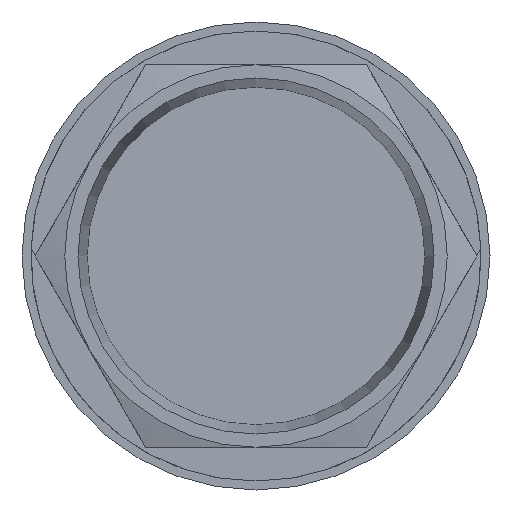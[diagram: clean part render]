
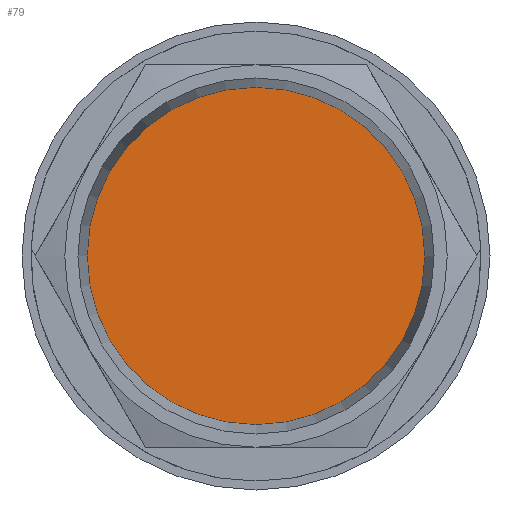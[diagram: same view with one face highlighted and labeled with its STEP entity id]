
A CAD part, left-side view. The second image highlights one B-rep face of the part: STEP entity #79.
In plain terms, the highlighted planar face has unit normal (-1, 0, 0).
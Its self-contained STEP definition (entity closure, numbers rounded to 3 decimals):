
#79 = ADVANCED_FACE( '', ( #171 ), #172, .F. );
#171 = FACE_OUTER_BOUND( '', #270, .T. );
#172 = PLANE( '', #271 );
#270 = EDGE_LOOP( '', ( #410 ) );
#271 = AXIS2_PLACEMENT_3D( '', #411, #412, #413 );
#410 = ORIENTED_EDGE( '', *, *, #520, .F. );
#411 = CARTESIAN_POINT( '', ( 2.333, 0., 0. ) );
#412 = DIRECTION( '', ( 1., 0., 0. ) );
#413 = DIRECTION( '', ( 0., 0., -1. ) );
#520 = EDGE_CURVE( '', #597, #597, #598, .T. );
#597 = VERTEX_POINT( '', #704 );
#598 = CIRCLE( '', #705, 7.5 );
#704 = CARTESIAN_POINT( '', ( 2.333, 0., -7.5 ) );
#705 = AXIS2_PLACEMENT_3D( '', #868, #869, #870 );
#868 = CARTESIAN_POINT( '', ( 2.333, 0., 0. ) );
#869 = DIRECTION( '', ( 1., 0., 0. ) );
#870 = DIRECTION( '', ( 0., 0., -1. ) );
